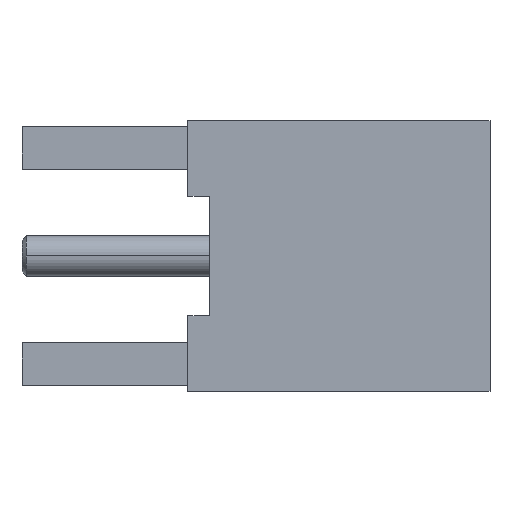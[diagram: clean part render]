
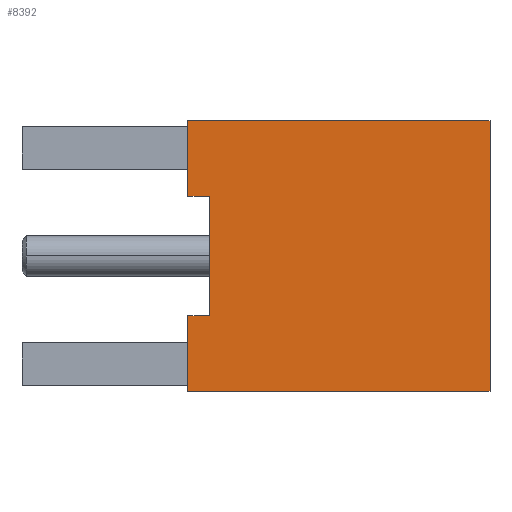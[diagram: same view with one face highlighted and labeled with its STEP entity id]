
A CAD part, front view. The second image highlights one B-rep face of the part: STEP entity #8392.
In plain terms, the highlighted planar face has unit normal (0, -1, 0).
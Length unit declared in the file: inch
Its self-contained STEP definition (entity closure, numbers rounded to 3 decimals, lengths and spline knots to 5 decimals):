
#23 = VECTOR ( 'NONE', #3828, 39.37008 ) ;
#149 = EDGE_CURVE ( 'NONE', #4542, #7097, #1335, .T. ) ;
#753 = AXIS2_PLACEMENT_3D ( 'NONE', #7488, #10131, #9193 ) ;
#854 = LINE ( 'NONE', #3996, #4552 ) ;
#1335 = LINE ( 'NONE', #5298, #9065 ) ;
#1409 = DIRECTION ( 'NONE',  ( 1., 0., 0. ) ) ;
#1601 = LINE ( 'NONE', #7223, #5584 ) ;
#2139 = CARTESIAN_POINT ( 'NONE',  ( 0.43307, -0.125, 0. ) ) ;
#2221 = DIRECTION ( 'NONE',  ( 0., 0., -1. ) ) ;
#2242 = LINE ( 'NONE', #2139, #23 ) ;
#2463 = EDGE_CURVE ( 'NONE', #6199, #7097, #1601, .T. ) ;
#2774 = VERTEX_POINT ( 'NONE', #9955 ) ;
#3192 = PLANE ( 'NONE',  #753 ) ;
#3337 = CARTESIAN_POINT ( 'NONE',  ( 0.17323, -0.125, -0.05512 ) ) ;
#3809 = ORIENTED_EDGE ( 'NONE', *, *, #8534, .F. ) ;
#3828 = DIRECTION ( 'NONE',  ( 0., 0., -1. ) ) ;
#3875 = VERTEX_POINT ( 'NONE', #8428 ) ;
#3996 = CARTESIAN_POINT ( 'NONE',  ( 0.29331, -0.125, -0.125 ) ) ;
#4120 = VERTEX_POINT ( 'NONE', #3337 ) ;
#4177 = EDGE_CURVE ( 'NONE', #2774, #5962, #854, .T. ) ;
#4439 = EDGE_CURVE ( 'NONE', #4542, #4120, #7200, .T. ) ;
#4489 = EDGE_CURVE ( 'NONE', #6199, #3875, #9671, .T. ) ;
#4542 = VERTEX_POINT ( 'NONE', #8787 ) ;
#4552 = VECTOR ( 'NONE', #4894, 39.37008 ) ;
#4894 = DIRECTION ( 'NONE',  ( 1., 0., 0. ) ) ;
#5075 = CARTESIAN_POINT ( 'NONE',  ( 0.15354, -0.125, 0.125 ) ) ;
#5262 = ORIENTED_EDGE ( 'NONE', *, *, #4489, .F. ) ;
#5298 = CARTESIAN_POINT ( 'NONE',  ( 0.16339, -0.125, 0.05512 ) ) ;
#5313 = DIRECTION ( 'NONE',  ( 1., 0., 0. ) ) ;
#5380 = EDGE_LOOP ( 'NONE', ( #10027, #10602, #6114, #3809, #5917, #8036, #8015, #5262 ) ) ;
#5584 = VECTOR ( 'NONE', #9757, 39.37008 ) ;
#5917 = ORIENTED_EDGE ( 'NONE', *, *, #6350, .T. ) ;
#5962 = VERTEX_POINT ( 'NONE', #7354 ) ;
#6114 = ORIENTED_EDGE ( 'NONE', *, *, #4439, .T. ) ;
#6196 = VECTOR ( 'NONE', #1409, 39.37008 ) ;
#6199 = VERTEX_POINT ( 'NONE', #5075 ) ;
#6209 = VERTEX_POINT ( 'NONE', #10047 ) ;
#6350 = EDGE_CURVE ( 'NONE', #6209, #2774, #7230, .T. ) ;
#6670 = EDGE_CURVE ( 'NONE', #3875, #5962, #2242, .T. ) ;
#6747 = VECTOR ( 'NONE', #10424, 39.37008 ) ;
#7097 = VERTEX_POINT ( 'NONE', #9999 ) ;
#7151 = CARTESIAN_POINT ( 'NONE',  ( 0.17323, -0.125, 0. ) ) ;
#7200 = LINE ( 'NONE', #7151, #10564 ) ;
#7223 = CARTESIAN_POINT ( 'NONE',  ( 0.15354, -0.125, 0. ) ) ;
#7230 = LINE ( 'NONE', #8767, #6747 ) ;
#7234 = FACE_OUTER_BOUND ( 'NONE', #5380, .T. ) ;
#7354 = CARTESIAN_POINT ( 'NONE',  ( 0.43307, -0.125, -0.125 ) ) ;
#7488 = CARTESIAN_POINT ( 'NONE',  ( 0.15315, -0.125, 0.12539 ) ) ;
#8015 = ORIENTED_EDGE ( 'NONE', *, *, #6670, .F. ) ;
#8036 = ORIENTED_EDGE ( 'NONE', *, *, #4177, .T. ) ;
#8392 = ADVANCED_FACE ( 'NONE', ( #7234 ), #3192, .T. ) ;
#8428 = CARTESIAN_POINT ( 'NONE',  ( 0.43307, -0.125, 0.125 ) ) ;
#8534 = EDGE_CURVE ( 'NONE', #6209, #4120, #10233, .T. ) ;
#8767 = CARTESIAN_POINT ( 'NONE',  ( 0.15354, -0.125, 0. ) ) ;
#8787 = CARTESIAN_POINT ( 'NONE',  ( 0.17323, -0.125, 0.05512 ) ) ;
#9065 = VECTOR ( 'NONE', #9547, 39.37008 ) ;
#9193 = DIRECTION ( 'NONE',  ( 0., 0., -1. ) ) ;
#9300 = CARTESIAN_POINT ( 'NONE',  ( 0.16339, -0.125, -0.05512 ) ) ;
#9547 = DIRECTION ( 'NONE',  ( -1., 0., 0. ) ) ;
#9619 = CARTESIAN_POINT ( 'NONE',  ( 0.29331, -0.125, 0.125 ) ) ;
#9671 = LINE ( 'NONE', #9619, #6196 ) ;
#9757 = DIRECTION ( 'NONE',  ( 0., 0., -1. ) ) ;
#9955 = CARTESIAN_POINT ( 'NONE',  ( 0.15354, -0.125, -0.125 ) ) ;
#9999 = CARTESIAN_POINT ( 'NONE',  ( 0.15354, -0.125, 0.05512 ) ) ;
#10027 = ORIENTED_EDGE ( 'NONE', *, *, #2463, .T. ) ;
#10047 = CARTESIAN_POINT ( 'NONE',  ( 0.15354, -0.125, -0.05512 ) ) ;
#10131 = DIRECTION ( 'NONE',  ( 0., -1., 0. ) ) ;
#10233 = LINE ( 'NONE', #9300, #10584 ) ;
#10424 = DIRECTION ( 'NONE',  ( 0., 0., -1. ) ) ;
#10564 = VECTOR ( 'NONE', #2221, 39.37008 ) ;
#10584 = VECTOR ( 'NONE', #5313, 39.37008 ) ;
#10602 = ORIENTED_EDGE ( 'NONE', *, *, #149, .F. ) ;
